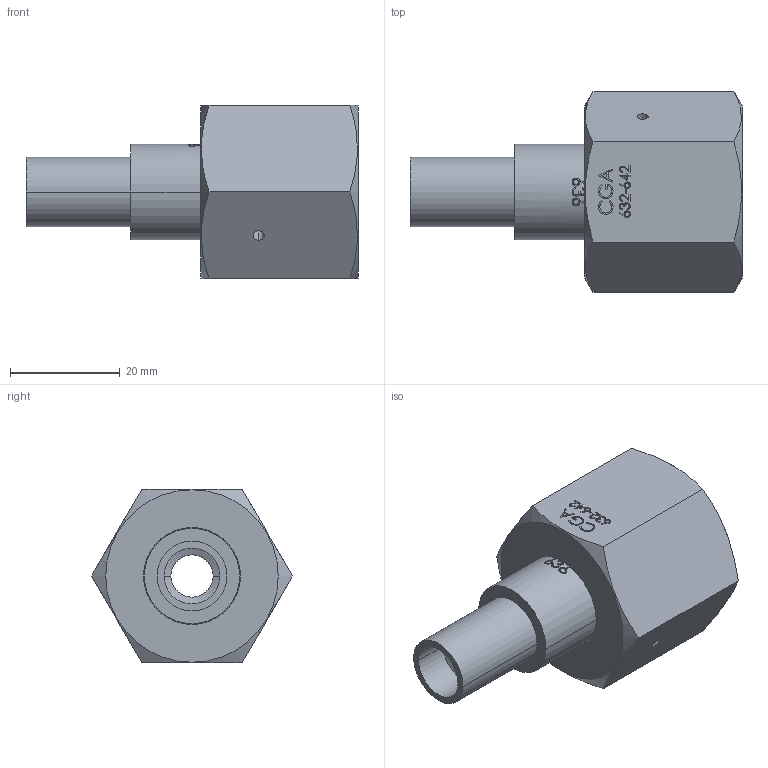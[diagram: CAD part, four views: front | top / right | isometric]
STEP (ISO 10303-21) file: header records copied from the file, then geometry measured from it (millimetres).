
FILE_DESCRIPTION (( 'STEP AP203' ), '1' );
FILE_NAME ('INL-636SS-8TS.STEP', '2025-01-20T20:53:25', ( '' ), ( '' ), 'SwSTEP 2.0', 'SolidWorks 2018', '' );
FILE_SCHEMA (( 'CONFIG_CONTROL_DESIGN' ));
Length unit declared in the file: inch
Products named in the file (3): PRT-000550; PRT-000988; INL-636SS-8TS
Assembly tree (2 placements, depth 2):
  INL-636SS-8TS
    PRT-000550
    PRT-000988
Bounding box: 60.63 x 36.66 x 31.75 mm (x, y, z)
Volume: 22487.3 mm3; surface area: 12541.8 mm2
Topology: 2 solids, 2 shells, 262 faces, 987 edges, 771 vertices
Faces by surface type: plane 92, cylinder 71, bspline 67, torus 16, cone 16
Entity records: 20937 total; most frequent: CARTESIAN_POINT 13059, ORIENTED_EDGE 1974, DIRECTION 1030, EDGE_CURVE 987, VERTEX_POINT 771, B_SPLINE_CURVE_WITH_KNOTS 507, AXIS2_PLACEMENT_3D 350, VECTOR 330
